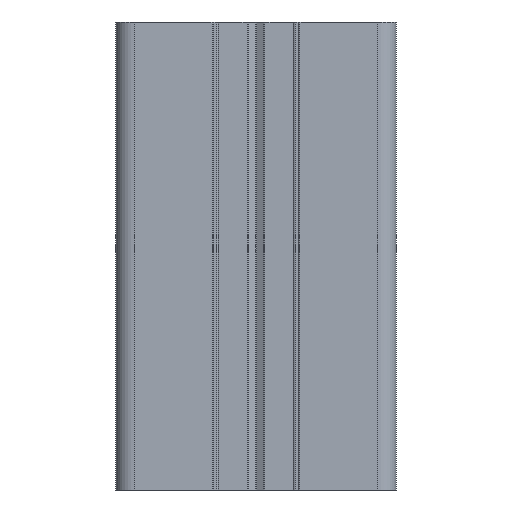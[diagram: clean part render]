
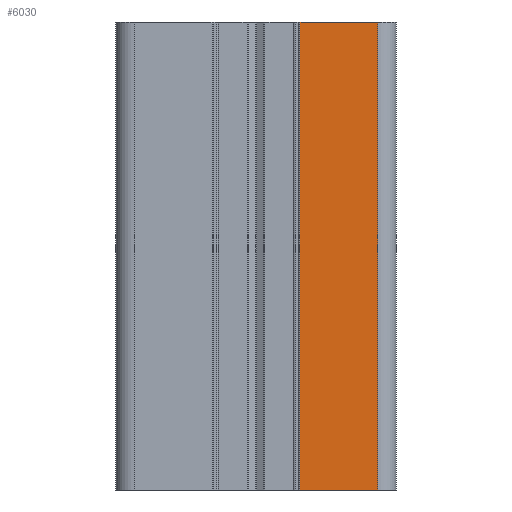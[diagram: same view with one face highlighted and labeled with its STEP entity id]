
A CAD part, front view. The second image highlights one B-rep face of the part: STEP entity #6030.
In plain terms, the highlighted planar face has unit normal (0, -1, 0).
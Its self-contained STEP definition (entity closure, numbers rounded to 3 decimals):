
#194 = ORIENTED_EDGE ( 'NONE', *, *, #4655, .T. ) ;
#258 = DIRECTION ( 'NONE',  ( 0., -1., 0. ) ) ;
#1080 = CARTESIAN_POINT ( 'NONE',  ( 8.3, -30., 0. ) ) ;
#1515 = DIRECTION ( 'NONE',  ( 0., 0., -1. ) ) ;
#1595 = CARTESIAN_POINT ( 'NONE',  ( 8.3, -30., 0. ) ) ;
#1755 = CARTESIAN_POINT ( 'NONE',  ( 8.3, -30., 50. ) ) ;
#1786 = FACE_OUTER_BOUND ( 'NONE', #10455, .T. ) ;
#2177 = VERTEX_POINT ( 'NONE', #1595 ) ;
#2211 = LINE ( 'NONE', #1080, #4225 ) ;
#2826 = DIRECTION ( 'NONE',  ( 1., 0., 0. ) ) ;
#2908 = VERTEX_POINT ( 'NONE', #5155 ) ;
#3022 = EDGE_CURVE ( 'NONE', #2908, #3082, #10352, .T. ) ;
#3072 = CARTESIAN_POINT ( 'NONE',  ( 8.3, -30., 0. ) ) ;
#3082 = VERTEX_POINT ( 'NONE', #10207 ) ;
#3574 = LINE ( 'NONE', #3072, #4648 ) ;
#3650 = EDGE_CURVE ( 'NONE', #5976, #2177, #3574, .T. ) ;
#3672 = ORIENTED_EDGE ( 'NONE', *, *, #3650, .F. ) ;
#4225 = VECTOR ( 'NONE', #2826, 1000. ) ;
#4505 = EDGE_CURVE ( 'NONE', #2908, #5976, #9495, .T. ) ;
#4648 = VECTOR ( 'NONE', #9081, 1000. ) ;
#4655 = EDGE_CURVE ( 'NONE', #3082, #2177, #2211, .T. ) ;
#5132 = AXIS2_PLACEMENT_3D ( 'NONE', #5440, #258, #6304 ) ;
#5155 = CARTESIAN_POINT ( 'NONE',  ( 0., -30., 50. ) ) ;
#5440 = CARTESIAN_POINT ( 'NONE',  ( 8.3, -30., 0. ) ) ;
#5976 = VERTEX_POINT ( 'NONE', #1755 ) ;
#6030 = ADVANCED_FACE ( 'NONE', ( #1786 ), #6988, .T. ) ;
#6304 = DIRECTION ( 'NONE',  ( 1., 0., 0. ) ) ;
#6523 = ORIENTED_EDGE ( 'NONE', *, *, #4505, .F. ) ;
#6690 = CARTESIAN_POINT ( 'NONE',  ( 0., -30., 0. ) ) ;
#6934 = VECTOR ( 'NONE', #7801, 1000. ) ;
#6949 = CARTESIAN_POINT ( 'NONE',  ( 8.3, -30., 50. ) ) ;
#6988 = PLANE ( 'NONE',  #5132 ) ;
#7764 = VECTOR ( 'NONE', #1515, 1000. ) ;
#7801 = DIRECTION ( 'NONE',  ( 1., 0., 0. ) ) ;
#9081 = DIRECTION ( 'NONE',  ( 0., 0., -1. ) ) ;
#9495 = LINE ( 'NONE', #6949, #6934 ) ;
#10207 = CARTESIAN_POINT ( 'NONE',  ( 0., -30., 0. ) ) ;
#10352 = LINE ( 'NONE', #6690, #7764 ) ;
#10455 = EDGE_LOOP ( 'NONE', ( #6523, #11017, #194, #3672 ) ) ;
#11017 = ORIENTED_EDGE ( 'NONE', *, *, #3022, .T. ) ;
